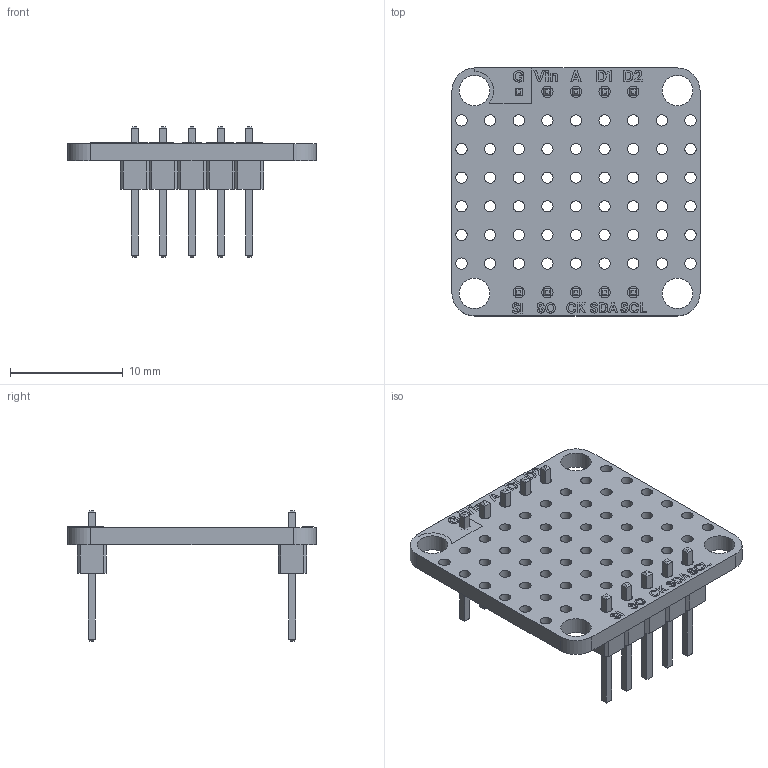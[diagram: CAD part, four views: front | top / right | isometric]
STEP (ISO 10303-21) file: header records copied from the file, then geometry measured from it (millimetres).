
FILE_DESCRIPTION(('KiCad electronic assembly'),'2;1');
FILE_NAME('AX22-Empty Module.step','2025-12-05T14:33:27',('Pcbnew'),( 'Kicad'),'Open CASCADE STEP processor 7.8','KiCad to STEP converter' ,'Unknown');
FILE_SCHEMA(('AUTOMOTIVE_DESIGN { 1 0 10303 214 1 1 1 1 }'));
Length unit declared in the file: millimetre
Products named in the file (4): AX22-Empty Module 1; PinHeader_1x05_P2.54mm_Vertical; AX22_EmptyModule_silkscreen; AX22_EmptyModule_PCB
Assembly tree (4 placements, depth 2):
  AX22-Empty Module 1
    PinHeader_1x05_P2.54mm_Vertical  x2
    AX22_EmptyModule_silkscreen
    AX22_EmptyModule_PCB
Bounding box: 22 x 22 x 11.54 mm (x, y, z)
Volume: 812.1 mm3; surface area: 1826.8 mm2
Topology: 3 solids, 25 shells, 348 faces, 1511 edges, 1211 vertices
Faces by surface type: plane 276, cylinder 72
Full cylindrical faces by diameter (mm): 1 x64, 2.7 x4
Entity records: 13386 total; most frequent: CARTESIAN_POINT 2471, DIRECTION 1931, ORIENTED_EDGE 1739, EDGE_CURVE 1215, VERTEX_POINT 1027, LINE 957, VECTOR 957, AXIS2_PLACEMENT_3D 487
